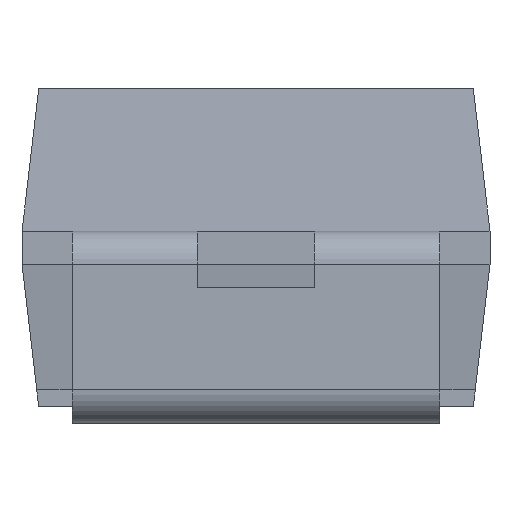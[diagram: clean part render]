
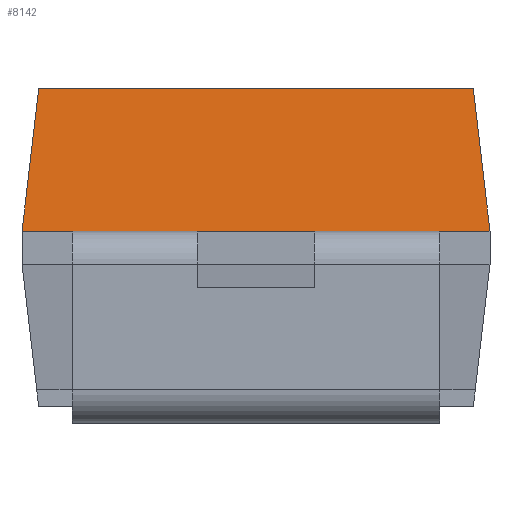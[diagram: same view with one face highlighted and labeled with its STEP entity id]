
A CAD part, left-side view. The second image highlights one B-rep face of the part: STEP entity #8142.
In plain terms, the highlighted planar face has unit normal (-0.993, 0, 0.117).
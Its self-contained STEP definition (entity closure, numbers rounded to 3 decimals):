
#14 = ORIENTED_EDGE ( 'NONE', *, *, #5034, .F. ) ;
#200 = DIRECTION ( 'NONE',  ( 0., 1., 0. ) ) ;
#245 = EDGE_CURVE ( 'NONE', #4740, #9147, #5091, .T. ) ;
#454 = ORIENTED_EDGE ( 'NONE', *, *, #4474, .F. ) ;
#522 = VERTEX_POINT ( 'NONE', #5677 ) ;
#932 = CARTESIAN_POINT ( 'NONE',  ( -1.65, 1.4, 0.1 ) ) ;
#1097 = DIRECTION ( 'NONE',  ( 0., 1., 0. ) ) ;
#1316 = VECTOR ( 'NONE', #5805, 1000. ) ;
#1520 = DIRECTION ( 'NONE',  ( 0., 1., 0. ) ) ;
#1972 = EDGE_LOOP ( 'NONE', ( #5713, #2903, #5451, #14, #5295, #6722, #2277, #454 ) ) ;
#2277 = ORIENTED_EDGE ( 'NONE', *, *, #4199, .F. ) ;
#2472 = CARTESIAN_POINT ( 'NONE',  ( -1.65, 1.4, 0.1 ) ) ;
#2500 = DIRECTION ( 'NONE',  ( -0.116, 0.116, -0.986 ) ) ;
#2658 = VERTEX_POINT ( 'NONE', #6117 ) ;
#2765 = CARTESIAN_POINT ( 'NONE',  ( -1.55, -1.4, 0.95 ) ) ;
#2779 = EDGE_CURVE ( 'NONE', #8608, #9147, #6644, .T. ) ;
#2903 = ORIENTED_EDGE ( 'NONE', *, *, #245, .F. ) ;
#3884 = AXIS2_PLACEMENT_3D ( 'NONE', #8573, #6982, #1097 ) ;
#4102 = CARTESIAN_POINT ( 'NONE',  ( -1.65, 0.35, 0.1 ) ) ;
#4199 = EDGE_CURVE ( 'NONE', #2658, #4243, #10236, .T. ) ;
#4243 = VERTEX_POINT ( 'NONE', #4429 ) ;
#4274 = DIRECTION ( 'NONE',  ( 0., 1., 0. ) ) ;
#4429 = CARTESIAN_POINT ( 'NONE',  ( -1.65, -1.4, 0.1 ) ) ;
#4474 = EDGE_CURVE ( 'NONE', #8608, #2658, #10221, .T. ) ;
#4692 = VECTOR ( 'NONE', #7608, 1000. ) ;
#4740 = VERTEX_POINT ( 'NONE', #5128 ) ;
#5034 = EDGE_CURVE ( 'NONE', #522, #8380, #9118, .T. ) ;
#5091 = LINE ( 'NONE', #932, #7250 ) ;
#5128 = CARTESIAN_POINT ( 'NONE',  ( -1.65, 1.1, 0.1 ) ) ;
#5183 = DIRECTION ( 'NONE',  ( -0.116, -0.116, -0.986 ) ) ;
#5290 = LINE ( 'NONE', #6971, #9925 ) ;
#5295 = ORIENTED_EDGE ( 'NONE', *, *, #6447, .F. ) ;
#5451 = ORIENTED_EDGE ( 'NONE', *, *, #9229, .F. ) ;
#5556 = CARTESIAN_POINT ( 'NONE',  ( -1.65, -1.1, 0.1 ) ) ;
#5613 = CARTESIAN_POINT ( 'NONE',  ( -1.55, 1.3, 0.95 ) ) ;
#5677 = CARTESIAN_POINT ( 'NONE',  ( -1.65, -0.35, 0.1 ) ) ;
#5713 = ORIENTED_EDGE ( 'NONE', *, *, #2779, .T. ) ;
#5756 = LINE ( 'NONE', #8962, #1316 ) ;
#5805 = DIRECTION ( 'NONE',  ( 0., 1., 0. ) ) ;
#5936 = CARTESIAN_POINT ( 'NONE',  ( -1.529, 1.279, 1.127 ) ) ;
#6019 = DIRECTION ( 'NONE',  ( 0., 1., 0. ) ) ;
#6117 = CARTESIAN_POINT ( 'NONE',  ( -1.55, -1.3, 0.95 ) ) ;
#6126 = PLANE ( 'NONE',  #3884 ) ;
#6277 = CARTESIAN_POINT ( 'NONE',  ( -1.65, -1.1, 0.1 ) ) ;
#6447 = EDGE_CURVE ( 'NONE', #9514, #522, #5290, .T. ) ;
#6644 = LINE ( 'NONE', #5936, #7467 ) ;
#6722 = ORIENTED_EDGE ( 'NONE', *, *, #10022, .F. ) ;
#6775 = VECTOR ( 'NONE', #6019, 1000. ) ;
#6971 = CARTESIAN_POINT ( 'NONE',  ( -1.65, -1.1, 0.1 ) ) ;
#6982 = DIRECTION ( 'NONE',  ( -0.993, 0., 0.117 ) ) ;
#7250 = VECTOR ( 'NONE', #4274, 1000. ) ;
#7467 = VECTOR ( 'NONE', #2500, 1000. ) ;
#7608 = DIRECTION ( 'NONE',  ( 0., -1., 0. ) ) ;
#8007 = LINE ( 'NONE', #5556, #9820 ) ;
#8142 = ADVANCED_FACE ( 'NONE', ( #10195 ), #6126, .T. ) ;
#8380 = VERTEX_POINT ( 'NONE', #4102 ) ;
#8573 = CARTESIAN_POINT ( 'NONE',  ( -1.55, 0., 0.95 ) ) ;
#8608 = VERTEX_POINT ( 'NONE', #5613 ) ;
#8610 = CARTESIAN_POINT ( 'NONE',  ( -1.532, -1.282, 1.099 ) ) ;
#8962 = CARTESIAN_POINT ( 'NONE',  ( -1.65, 1.4, 0.1 ) ) ;
#9028 = VECTOR ( 'NONE', #5183, 1000. ) ;
#9118 = LINE ( 'NONE', #9230, #6775 ) ;
#9147 = VERTEX_POINT ( 'NONE', #2472 ) ;
#9229 = EDGE_CURVE ( 'NONE', #8380, #4740, #8007, .T. ) ;
#9230 = CARTESIAN_POINT ( 'NONE',  ( -1.65, -1.1, 0.1 ) ) ;
#9514 = VERTEX_POINT ( 'NONE', #6277 ) ;
#9820 = VECTOR ( 'NONE', #1520, 1000. ) ;
#9925 = VECTOR ( 'NONE', #200, 1000. ) ;
#10022 = EDGE_CURVE ( 'NONE', #4243, #9514, #5756, .T. ) ;
#10195 = FACE_OUTER_BOUND ( 'NONE', #1972, .T. ) ;
#10221 = LINE ( 'NONE', #2765, #4692 ) ;
#10236 = LINE ( 'NONE', #8610, #9028 ) ;
